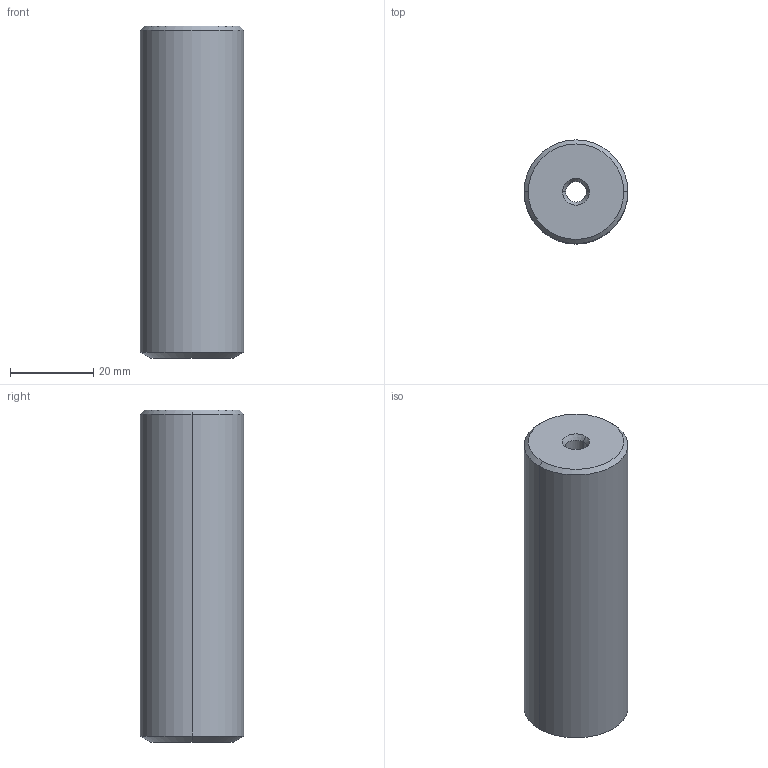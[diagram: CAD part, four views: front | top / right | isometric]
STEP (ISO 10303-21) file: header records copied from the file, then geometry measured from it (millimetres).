
FILE_DESCRIPTION((''),'2;1');
FILE_NAME('IMX20-G25L080S','2022-09-22T10:26:57',('tlyac09'),('PTC Japan'),'CREO PARAMETRIC BY PTC INC, 2018500','CREO PARAMETRIC BY PTC INC, 2018500','');
FILE_SCHEMA(('AUTOMOTIVE_DESIGN { 1 0 10303 214 1 1 1 1 }'));
Length unit declared in the file: millimetre
Products named in the file (1): IMX20-G25L080S
Bounding box: 25 x 25 x 80 mm (x, y, z)
Volume: 35579.4 mm3; surface area: 8763.1 mm2
Topology: 1 solids, 1 shells, 20 faces, 48 edges, 32 vertices
Faces by surface type: cone 10, cylinder 6, plane 4
Entity records: 850 total; most frequent: DIRECTION 128, CARTESIAN_POINT 106, ORIENTED_EDGE 96, AXIS2_PLACEMENT_3D 56, PRESENTATION_STYLE_ASSIGNMENT 52, STYLED_ITEM 52, CURVE_STYLE 51, EDGE_CURVE 48
